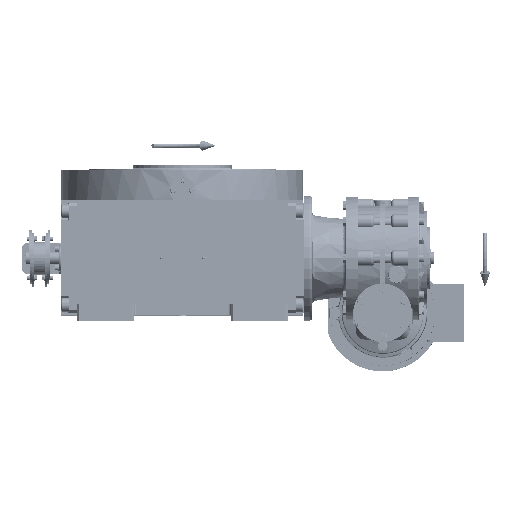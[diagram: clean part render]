
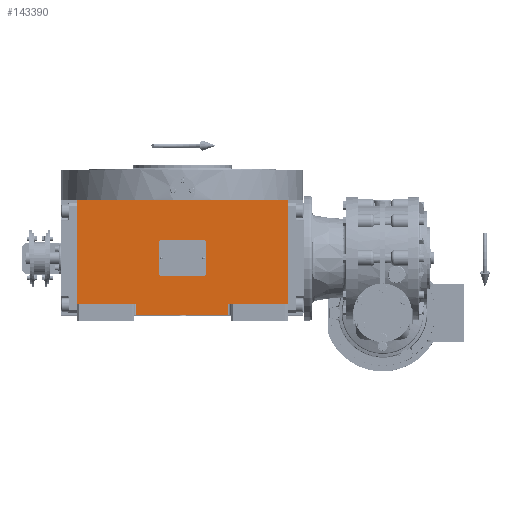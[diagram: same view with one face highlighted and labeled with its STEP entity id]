
A CAD part, top view. The second image highlights one B-rep face of the part: STEP entity #143390.
In plain terms, the highlighted planar face has unit normal (0, 0, 1).
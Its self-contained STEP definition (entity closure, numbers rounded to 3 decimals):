
#558 = DIRECTION ( 'NONE',  ( 0., 1., 0. ) ) ;
#1836 = VERTEX_POINT ( 'NONE', #119996 ) ;
#9397 = EDGE_CURVE ( 'NONE', #127113, #40512, #86051, .T. ) ;
#12520 = CARTESIAN_POINT ( 'NONE',  ( -135., -59., 226. ) ) ;
#12665 = FACE_OUTER_BOUND ( 'NONE', #159862, .T. ) ;
#13140 = ORIENTED_EDGE ( 'NONE', *, *, #167008, .T. ) ;
#13220 = DIRECTION ( 'NONE',  ( 1., 0., 0. ) ) ;
#16699 = CARTESIAN_POINT ( 'NONE',  ( -59., -73., 226. ) ) ;
#21201 = VECTOR ( 'NONE', #170641, 1000. ) ;
#23926 = VERTEX_POINT ( 'NONE', #125319 ) ;
#30317 = EDGE_CURVE ( 'NONE', #60668, #1836, #57354, .T. ) ;
#34878 = ORIENTED_EDGE ( 'NONE', *, *, #101676, .T. ) ;
#37994 = CARTESIAN_POINT ( 'NONE',  ( -59., -73., 226. ) ) ;
#39575 = VECTOR ( 'NONE', #143779, 1000. ) ;
#40512 = VERTEX_POINT ( 'NONE', #48062 ) ;
#41829 = EDGE_CURVE ( 'NONE', #127113, #23926, #125808, .T. ) ;
#42217 = VECTOR ( 'NONE', #126754, 1000. ) ;
#44957 = CARTESIAN_POINT ( 'NONE',  ( -59., -73., 226. ) ) ;
#46041 = VECTOR ( 'NONE', #57715, 1000. ) ;
#48062 = CARTESIAN_POINT ( 'NONE',  ( 59., -73., 226. ) ) ;
#50828 = DIRECTION ( 'NONE',  ( 1., 0., 0. ) ) ;
#57354 = LINE ( 'NONE', #12520, #61808 ) ;
#57715 = DIRECTION ( 'NONE',  ( 0., -1., 0. ) ) ;
#60668 = VERTEX_POINT ( 'NONE', #128723 ) ;
#61808 = VECTOR ( 'NONE', #558, 1000. ) ;
#62228 = EDGE_CURVE ( 'NONE', #1836, #168731, #114795, .T. ) ;
#68537 = PLANE ( 'NONE',  #136857 ) ;
#69623 = ORIENTED_EDGE ( 'NONE', *, *, #30317, .F. ) ;
#69650 = ORIENTED_EDGE ( 'NONE', *, *, #161159, .F. ) ;
#70940 = CARTESIAN_POINT ( 'NONE',  ( -135., -59., 226. ) ) ;
#81406 = ORIENTED_EDGE ( 'NONE', *, *, #62228, .F. ) ;
#82807 = CARTESIAN_POINT ( 'NONE',  ( 59., -59., 226. ) ) ;
#83767 = LINE ( 'NONE', #70940, #42217 ) ;
#84086 = VERTEX_POINT ( 'NONE', #16699 ) ;
#84588 = LINE ( 'NONE', #140396, #169437 ) ;
#86051 = LINE ( 'NONE', #114414, #46041 ) ;
#98545 = CARTESIAN_POINT ( 'NONE',  ( 135., 75., 226. ) ) ;
#101676 = EDGE_CURVE ( 'NONE', #60668, #111032, #83767, .T. ) ;
#111032 = VERTEX_POINT ( 'NONE', #174704 ) ;
#113630 = LINE ( 'NONE', #44957, #39575 ) ;
#114414 = CARTESIAN_POINT ( 'NONE',  ( 59., -59., 226. ) ) ;
#114795 = LINE ( 'NONE', #167945, #21201 ) ;
#117973 = ORIENTED_EDGE ( 'NONE', *, *, #150825, .T. ) ;
#119996 = CARTESIAN_POINT ( 'NONE',  ( -135., 75., 226. ) ) ;
#122249 = VECTOR ( 'NONE', #13220, 1000. ) ;
#125283 = DIRECTION ( 'NONE',  ( 1., 0., 0. ) ) ;
#125319 = CARTESIAN_POINT ( 'NONE',  ( 135., -59., 226. ) ) ;
#125808 = LINE ( 'NONE', #82807, #122249 ) ;
#126754 = DIRECTION ( 'NONE',  ( 1., 0., 0. ) ) ;
#127113 = VERTEX_POINT ( 'NONE', #143222 ) ;
#128723 = CARTESIAN_POINT ( 'NONE',  ( -135., -59., 226. ) ) ;
#136857 = AXIS2_PLACEMENT_3D ( 'NONE', #163725, #152722, #125283 ) ;
#140396 = CARTESIAN_POINT ( 'NONE',  ( 135., -59., 226. ) ) ;
#143222 = CARTESIAN_POINT ( 'NONE',  ( 59., -59., 226. ) ) ;
#143390 = ADVANCED_FACE ( 'NONE', ( #12665 ), #68537, .T. ) ;
#143779 = DIRECTION ( 'NONE',  ( 0., 1., 0. ) ) ;
#148742 = VECTOR ( 'NONE', #50828, 1000. ) ;
#148901 = ORIENTED_EDGE ( 'NONE', *, *, #41829, .T. ) ;
#150825 = EDGE_CURVE ( 'NONE', #84086, #40512, #163388, .T. ) ;
#152722 = DIRECTION ( 'NONE',  ( 0., 0., 1. ) ) ;
#159862 = EDGE_LOOP ( 'NONE', ( #117973, #178406, #148901, #13140, #81406, #69623, #34878, #69650 ) ) ;
#161159 = EDGE_CURVE ( 'NONE', #84086, #111032, #113630, .T. ) ;
#163388 = LINE ( 'NONE', #37994, #148742 ) ;
#163725 = CARTESIAN_POINT ( 'NONE',  ( -135., -73., 226. ) ) ;
#167008 = EDGE_CURVE ( 'NONE', #23926, #168731, #84588, .T. ) ;
#167945 = CARTESIAN_POINT ( 'NONE',  ( -135., 75., 226. ) ) ;
#168731 = VERTEX_POINT ( 'NONE', #98545 ) ;
#169437 = VECTOR ( 'NONE', #178886, 1000. ) ;
#170641 = DIRECTION ( 'NONE',  ( 1., 0., 0. ) ) ;
#174704 = CARTESIAN_POINT ( 'NONE',  ( -59., -59., 226. ) ) ;
#178406 = ORIENTED_EDGE ( 'NONE', *, *, #9397, .F. ) ;
#178886 = DIRECTION ( 'NONE',  ( 0., 1., 0. ) ) ;
